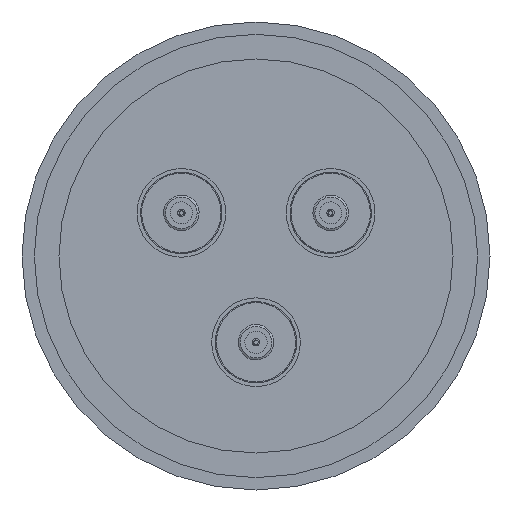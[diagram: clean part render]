
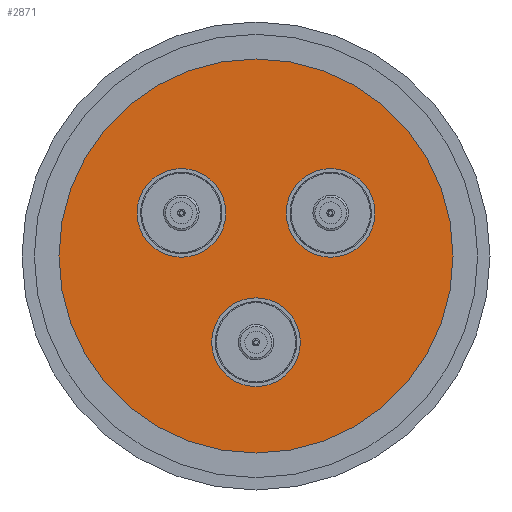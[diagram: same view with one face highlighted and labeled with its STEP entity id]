
A CAD part, front view. The second image highlights one B-rep face of the part: STEP entity #2871.
In plain terms, the highlighted planar face has unit normal (0, -1, 0).
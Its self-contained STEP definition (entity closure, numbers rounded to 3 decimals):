
#17 = CARTESIAN_POINT ( 'NONE',  ( 0., -12., 40. ) ) ;
#139 = CARTESIAN_POINT ( 'NONE',  ( 0., -12., -40. ) ) ;
#179 = CARTESIAN_POINT ( 'NONE',  ( -15.155, -12., -0.25 ) ) ;
#209 = CIRCLE ( 'NONE', #1486, 40. ) ;
#212 = VERTEX_POINT ( 'NONE', #1711 ) ;
#250 = CARTESIAN_POINT ( 'NONE',  ( 15.155, -12., -0.25 ) ) ;
#287 = CARTESIAN_POINT ( 'NONE',  ( 0., -12., -26.5 ) ) ;
#332 = DIRECTION ( 'NONE',  ( 0., -1., 0. ) ) ;
#333 = EDGE_CURVE ( 'NONE', #703, #1204, #1676, .T. ) ;
#334 = CIRCLE ( 'NONE', #1526, 9. ) ;
#357 = DIRECTION ( 'NONE',  ( 0., 0., -1. ) ) ;
#369 = EDGE_LOOP ( 'NONE', ( #893, #1509 ) ) ;
#386 = DIRECTION ( 'NONE',  ( 0., -1., 0. ) ) ;
#420 = DIRECTION ( 'NONE',  ( 0., -1., 0. ) ) ;
#454 = CIRCLE ( 'NONE', #1713, 9. ) ;
#471 = ORIENTED_EDGE ( 'NONE', *, *, #3261, .T. ) ;
#501 = DIRECTION ( 'NONE',  ( 0., 0., -1. ) ) ;
#521 = VERTEX_POINT ( 'NONE', #139 ) ;
#545 = DIRECTION ( 'NONE',  ( 0., -1., 0. ) ) ;
#563 = DIRECTION ( 'NONE',  ( 0., 0., -1. ) ) ;
#564 = ORIENTED_EDGE ( 'NONE', *, *, #1675, .F. ) ;
#567 = DIRECTION ( 'NONE',  ( 0., 0., -1. ) ) ;
#586 = CARTESIAN_POINT ( 'NONE',  ( 15.155, -12., 8.75 ) ) ;
#624 = CARTESIAN_POINT ( 'NONE',  ( -15.155, -12., 8.75 ) ) ;
#688 = ORIENTED_EDGE ( 'NONE', *, *, #2450, .T. ) ;
#703 = VERTEX_POINT ( 'NONE', #2435 ) ;
#724 = EDGE_LOOP ( 'NONE', ( #2038, #1156 ) ) ;
#798 = PLANE ( 'NONE',  #1414 ) ;
#888 = DIRECTION ( 'NONE',  ( 0., -1., 0. ) ) ;
#893 = ORIENTED_EDGE ( 'NONE', *, *, #1168, .F. ) ;
#997 = FACE_BOUND ( 'NONE', #724, .T. ) ;
#1156 = ORIENTED_EDGE ( 'NONE', *, *, #1280, .F. ) ;
#1168 = EDGE_CURVE ( 'NONE', #1204, #703, #2511, .T. ) ;
#1204 = VERTEX_POINT ( 'NONE', #250 ) ;
#1234 = AXIS2_PLACEMENT_3D ( 'NONE', #586, #332, #3151 ) ;
#1270 = ORIENTED_EDGE ( 'NONE', *, *, #1437, .F. ) ;
#1280 = EDGE_CURVE ( 'NONE', #2442, #2652, #3054, .T. ) ;
#1335 = CIRCLE ( 'NONE', #2570, 40. ) ;
#1387 = VERTEX_POINT ( 'NONE', #287 ) ;
#1404 = CARTESIAN_POINT ( 'NONE',  ( 0., -12., -17.5 ) ) ;
#1405 = CIRCLE ( 'NONE', #1931, 9. ) ;
#1414 = AXIS2_PLACEMENT_3D ( 'NONE', #2051, #1799, #567 ) ;
#1437 = EDGE_CURVE ( 'NONE', #1387, #212, #1405, .T. ) ;
#1441 = AXIS2_PLACEMENT_3D ( 'NONE', #2701, #420, #2687 ) ;
#1459 = FACE_BOUND ( 'NONE', #2040, .T. ) ;
#1486 = AXIS2_PLACEMENT_3D ( 'NONE', #2409, #2656, #1627 ) ;
#1490 = CARTESIAN_POINT ( 'NONE',  ( 15.155, -12., 8.75 ) ) ;
#1509 = ORIENTED_EDGE ( 'NONE', *, *, #333, .F. ) ;
#1526 = AXIS2_PLACEMENT_3D ( 'NONE', #1404, #386, #1907 ) ;
#1533 = FACE_BOUND ( 'NONE', #369, .T. ) ;
#1563 = AXIS2_PLACEMENT_3D ( 'NONE', #1490, #3048, #501 ) ;
#1627 = DIRECTION ( 'NONE',  ( 0., 0., -1. ) ) ;
#1675 = EDGE_CURVE ( 'NONE', #212, #1387, #334, .T. ) ;
#1676 = CIRCLE ( 'NONE', #1234, 9. ) ;
#1711 = CARTESIAN_POINT ( 'NONE',  ( 0., -12., -8.5 ) ) ;
#1713 = AXIS2_PLACEMENT_3D ( 'NONE', #624, #1904, #357 ) ;
#1793 = FACE_OUTER_BOUND ( 'NONE', #2388, .T. ) ;
#1799 = DIRECTION ( 'NONE',  ( 0., -1., 0. ) ) ;
#1904 = DIRECTION ( 'NONE',  ( 0., -1., 0. ) ) ;
#1907 = DIRECTION ( 'NONE',  ( 0., 0., -1. ) ) ;
#1921 = CARTESIAN_POINT ( 'NONE',  ( -15.155, -12., 17.75 ) ) ;
#1931 = AXIS2_PLACEMENT_3D ( 'NONE', #3091, #545, #563 ) ;
#2038 = ORIENTED_EDGE ( 'NONE', *, *, #2445, .F. ) ;
#2040 = EDGE_LOOP ( 'NONE', ( #1270, #564 ) ) ;
#2051 = CARTESIAN_POINT ( 'NONE',  ( 0., -12., -40. ) ) ;
#2116 = VERTEX_POINT ( 'NONE', #17 ) ;
#2388 = EDGE_LOOP ( 'NONE', ( #471, #688 ) ) ;
#2409 = CARTESIAN_POINT ( 'NONE',  ( 0., -12., 0. ) ) ;
#2435 = CARTESIAN_POINT ( 'NONE',  ( 15.155, -12., 17.75 ) ) ;
#2442 = VERTEX_POINT ( 'NONE', #1921 ) ;
#2445 = EDGE_CURVE ( 'NONE', #2652, #2442, #454, .T. ) ;
#2450 = EDGE_CURVE ( 'NONE', #2116, #521, #209, .T. ) ;
#2511 = CIRCLE ( 'NONE', #1563, 9. ) ;
#2570 = AXIS2_PLACEMENT_3D ( 'NONE', #3158, #888, #3148 ) ;
#2652 = VERTEX_POINT ( 'NONE', #179 ) ;
#2656 = DIRECTION ( 'NONE',  ( 0., -1., 0. ) ) ;
#2687 = DIRECTION ( 'NONE',  ( 0., 0., -1. ) ) ;
#2701 = CARTESIAN_POINT ( 'NONE',  ( -15.155, -12., 8.75 ) ) ;
#2871 = ADVANCED_FACE ( 'NONE', ( #997, #1533, #1459, #1793 ), #798, .T. ) ;
#3048 = DIRECTION ( 'NONE',  ( 0., -1., 0. ) ) ;
#3054 = CIRCLE ( 'NONE', #1441, 9. ) ;
#3091 = CARTESIAN_POINT ( 'NONE',  ( 0., -12., -17.5 ) ) ;
#3148 = DIRECTION ( 'NONE',  ( 0., 0., -1. ) ) ;
#3151 = DIRECTION ( 'NONE',  ( 0., 0., -1. ) ) ;
#3158 = CARTESIAN_POINT ( 'NONE',  ( 0., -12., 0. ) ) ;
#3261 = EDGE_CURVE ( 'NONE', #521, #2116, #1335, .T. ) ;
